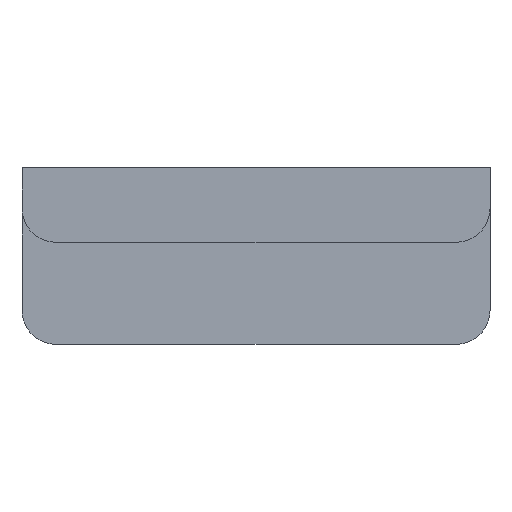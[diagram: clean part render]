
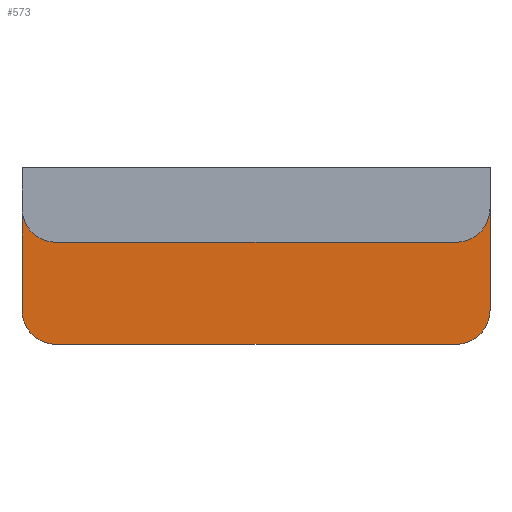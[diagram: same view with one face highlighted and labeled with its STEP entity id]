
A CAD part, top view. The second image highlights one B-rep face of the part: STEP entity #573.
In plain terms, the highlighted planar face has unit normal (0, 0, 1).
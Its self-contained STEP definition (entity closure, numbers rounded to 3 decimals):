
#17 = AXIS2_PLACEMENT_3D ( 'NONE', #1383, #542, #950 ) ;
#26 = VERTEX_POINT ( 'NONE', #1160 ) ;
#53 = LINE ( 'NONE', #1039, #863 ) ;
#117 = LINE ( 'NONE', #446, #818 ) ;
#126 = EDGE_CURVE ( 'NONE', #26, #833, #495, .T. ) ;
#169 = PLANE ( 'NONE',  #362 ) ;
#203 = VECTOR ( 'NONE', #646, 1000. ) ;
#210 = LINE ( 'NONE', #967, #203 ) ;
#223 = ORIENTED_EDGE ( 'NONE', *, *, #435, .T. ) ;
#263 = ORIENTED_EDGE ( 'NONE', *, *, #126, .T. ) ;
#288 = VERTEX_POINT ( 'NONE', #419 ) ;
#290 = CARTESIAN_POINT ( 'NONE',  ( -69., -45., -30.8 ) ) ;
#293 = VERTEX_POINT ( 'NONE', #1061 ) ;
#309 = ORIENTED_EDGE ( 'NONE', *, *, #1099, .T. ) ;
#315 = CIRCLE ( 'NONE', #17, 10. ) ;
#334 = VERTEX_POINT ( 'NONE', #700 ) ;
#355 = EDGE_CURVE ( 'NONE', #776, #334, #53, .T. ) ;
#362 = AXIS2_PLACEMENT_3D ( 'NONE', #290, #370, #791 ) ;
#370 = DIRECTION ( 'NONE',  ( 0., 0., -1. ) ) ;
#419 = CARTESIAN_POINT ( 'NONE',  ( -69., 0., -30.8 ) ) ;
#425 = AXIS2_PLACEMENT_3D ( 'NONE', #910, #1121, #1114 ) ;
#435 = EDGE_CURVE ( 'NONE', #293, #776, #315, .T. ) ;
#438 = CARTESIAN_POINT ( 'NONE',  ( -59., -45., -30.8 ) ) ;
#446 = CARTESIAN_POINT ( 'NONE',  ( -69., -45., -30.8 ) ) ;
#462 = LINE ( 'NONE', #1288, #1077 ) ;
#495 = CIRCLE ( 'NONE', #425, 10. ) ;
#542 = DIRECTION ( 'NONE',  ( 0., 0., 1. ) ) ;
#573 = ADVANCED_FACE ( 'NONE', ( #609 ), #169, .F. ) ;
#609 = FACE_OUTER_BOUND ( 'NONE', #636, .T. ) ;
#636 = EDGE_LOOP ( 'NONE', ( #1079, #263, #977, #223, #1358, #309 ) ) ;
#646 = DIRECTION ( 'NONE',  ( -1., 0., 0. ) ) ;
#649 = EDGE_CURVE ( 'NONE', #293, #833, #210, .T. ) ;
#700 = CARTESIAN_POINT ( 'NONE',  ( 69., 0., -30.8 ) ) ;
#776 = VERTEX_POINT ( 'NONE', #813 ) ;
#791 = DIRECTION ( 'NONE',  ( -1., 0., 0. ) ) ;
#813 = CARTESIAN_POINT ( 'NONE',  ( 69., -35., -30.8 ) ) ;
#818 = VECTOR ( 'NONE', #978, 1000. ) ;
#833 = VERTEX_POINT ( 'NONE', #438 ) ;
#863 = VECTOR ( 'NONE', #1012, 1000. ) ;
#910 = CARTESIAN_POINT ( 'NONE',  ( -59., -35., -30.8 ) ) ;
#950 = DIRECTION ( 'NONE',  ( -1., 0., 0. ) ) ;
#967 = CARTESIAN_POINT ( 'NONE',  ( -69., -45., -30.8 ) ) ;
#977 = ORIENTED_EDGE ( 'NONE', *, *, #649, .F. ) ;
#978 = DIRECTION ( 'NONE',  ( 0., 1., 0. ) ) ;
#1012 = DIRECTION ( 'NONE',  ( 0., 1., 0. ) ) ;
#1039 = CARTESIAN_POINT ( 'NONE',  ( 69., -45., -30.8 ) ) ;
#1048 = EDGE_CURVE ( 'NONE', #26, #288, #117, .T. ) ;
#1061 = CARTESIAN_POINT ( 'NONE',  ( 59., -45., -30.8 ) ) ;
#1077 = VECTOR ( 'NONE', #1307, 1000. ) ;
#1079 = ORIENTED_EDGE ( 'NONE', *, *, #1048, .F. ) ;
#1099 = EDGE_CURVE ( 'NONE', #334, #288, #462, .T. ) ;
#1114 = DIRECTION ( 'NONE',  ( -1., 0., 0. ) ) ;
#1121 = DIRECTION ( 'NONE',  ( 0., 0., 1. ) ) ;
#1160 = CARTESIAN_POINT ( 'NONE',  ( -69., -35., -30.8 ) ) ;
#1288 = CARTESIAN_POINT ( 'NONE',  ( -69., 0., -30.8 ) ) ;
#1307 = DIRECTION ( 'NONE',  ( -1., 0., 0. ) ) ;
#1358 = ORIENTED_EDGE ( 'NONE', *, *, #355, .T. ) ;
#1383 = CARTESIAN_POINT ( 'NONE',  ( 59., -35., -30.8 ) ) ;
